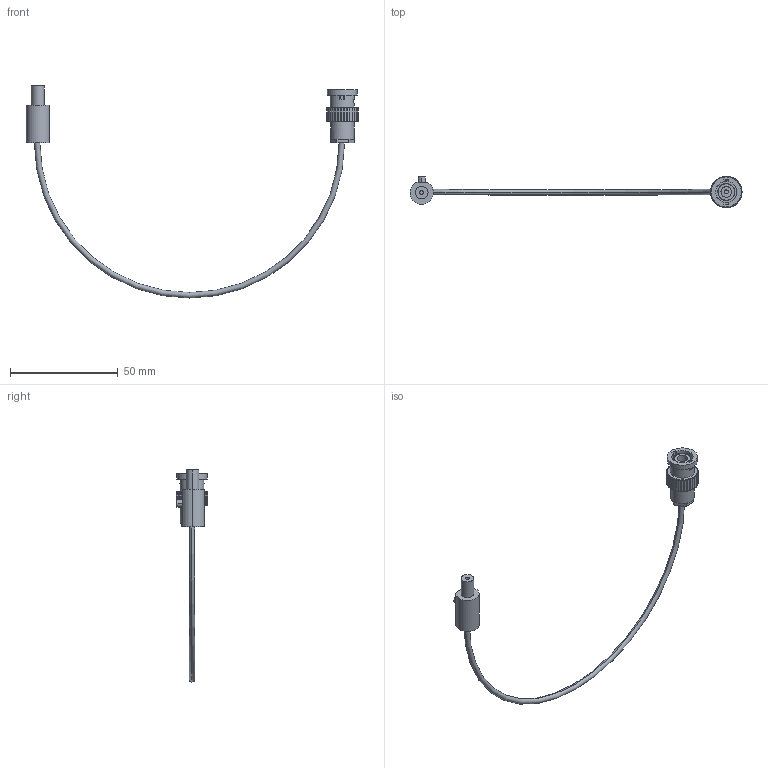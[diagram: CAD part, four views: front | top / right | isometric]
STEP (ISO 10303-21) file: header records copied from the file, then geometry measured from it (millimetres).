
FILE_DESCRIPTION (( 'STEP AP203' ), '1' );
FILE_NAME ('A7317-2-CN.STEP', '2013-11-19T13:22:36', ( '' ), ( '' ), 'SwSTEP 2.0', 'SolidWorks 2012', '' );
FILE_SCHEMA (( 'CONFIG_CONTROL_DESIGN' ));
Length unit declared in the file: inch
Products named in the file (1): A7317-2-CN
Bounding box: 154.37 x 14.6 x 98.59 mm (x, y, z)
Volume: 5178.4 mm3; surface area: 5221.8 mm2
Topology: 2 solids, 2 shells, 329 faces, 903 edges, 587 vertices
Faces by surface type: plane 232, cylinder 95, torus 2
Entity records: 10613 total; most frequent: CARTESIAN_POINT 2036, ORIENTED_EDGE 1806, DIRECTION 1771, EDGE_CURVE 903, LINE 595, VECTOR 595, AXIS2_PLACEMENT_3D 588, VERTEX_POINT 587
